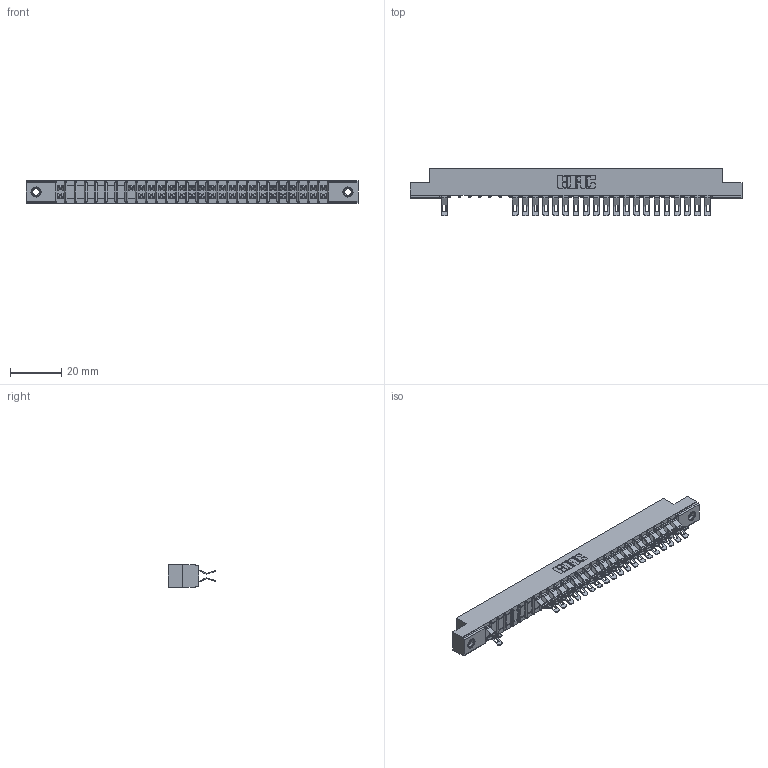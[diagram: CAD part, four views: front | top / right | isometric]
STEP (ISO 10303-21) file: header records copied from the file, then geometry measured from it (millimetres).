
FILE_DESCRIPTION (( 'STEP AP203' ), '1' );
FILE_NAME ('307-054-555-207.STEP', '2018-08-06T06:09:11', ( '' ), ( '' ), 'SwSTEP 2.0', 'SolidWorks 2016', '' );
FILE_SCHEMA (( 'CONFIG_CONTROL_DESIGN' ));
Length unit declared in the file: inch
Products named in the file (4): 307-290-001_555; 345-250-001_345-250-005-103; 307-054-555-207; 307 Part_.156 Dia Mounting Holes
Assembly tree (44 placements, depth 2):
  307-054-555-207
    307 Part_.156 Dia Mounting Holes
    307-290-001_555  x41
    345-250-001_345-250-005-103  x2
Bounding box: 130 x 18.75 x 8.71 mm (x, y, z)
Volume: 8443 mm3; surface area: 14891.9 mm2
Topology: 44 solids, 44 shells, 2837 faces, 8296 edges, 5392 vertices
Faces by surface type: plane 1574, cylinder 1191, sphere 56, cone 12, torus 4
Entity records: 27166 total; most frequent: CARTESIAN_POINT 4493, ORIENTED_EDGE 4460, DIRECTION 4410, EDGE_CURVE 2230, LINE 1692, VECTOR 1692, VERTEX_POINT 1442, AXIS2_PLACEMENT_3D 1359
